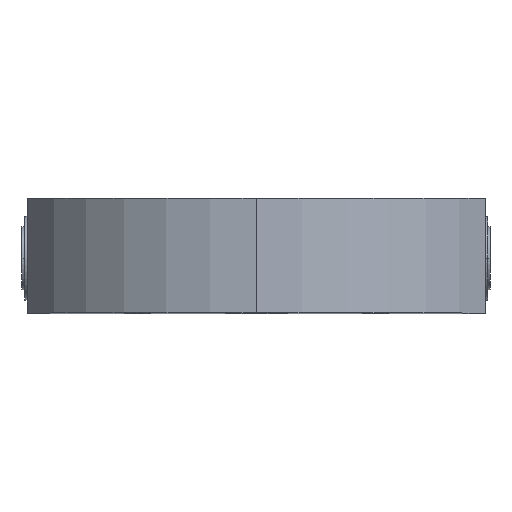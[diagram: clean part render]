
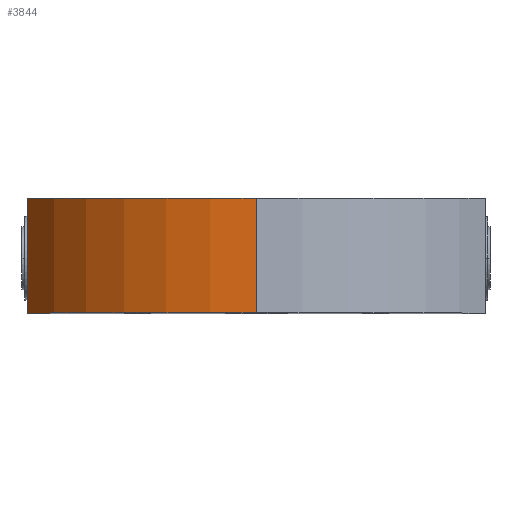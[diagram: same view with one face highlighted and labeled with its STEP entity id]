
A CAD part, top view. The second image highlights one B-rep face of the part: STEP entity #3844.
In plain terms, the highlighted cylindrical face has radius 58 mm (diameter 116 mm), a partial arc.
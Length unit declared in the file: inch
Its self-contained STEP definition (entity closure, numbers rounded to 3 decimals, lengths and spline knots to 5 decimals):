
#46 = AXIS2_PLACEMENT_3D ( 'NONE', #2252, #1212, #255 ) ;
#196 = CARTESIAN_POINT ( 'NONE',  ( 0., 0., 2.28346 ) ) ;
#255 = DIRECTION ( 'NONE',  ( 0., 0., 1. ) ) ;
#290 = ORIENTED_EDGE ( 'NONE', *, *, #1069, .T. ) ;
#669 = CARTESIAN_POINT ( 'NONE',  ( 0., 0.98425, 2.28346 ) ) ;
#762 = EDGE_CURVE ( 'NONE', #2737, #6465, #4553, .T. ) ;
#919 = EDGE_LOOP ( 'NONE', ( #290, #4430, #6435, #4018 ) ) ;
#1069 = EDGE_CURVE ( 'NONE', #6465, #3925, #6307, .T. ) ;
#1151 = CYLINDRICAL_SURFACE ( 'NONE', #5147, 2.28346 ) ;
#1212 = DIRECTION ( 'NONE',  ( 0., 1., 0. ) ) ;
#1332 = DIRECTION ( 'NONE',  ( 0., 0., 1. ) ) ;
#1522 = DIRECTION ( 'NONE',  ( 0., 0., 1. ) ) ;
#1579 = DIRECTION ( 'NONE',  ( 0., 1., 0. ) ) ;
#1616 = CIRCLE ( 'NONE', #46, 2.28346 ) ;
#1656 = VECTOR ( 'NONE', #4675, 39.37008 ) ;
#1718 = CARTESIAN_POINT ( 'NONE',  ( -1.9685, 0., 1.15724 ) ) ;
#1764 = EDGE_CURVE ( 'NONE', #3925, #6503, #3433, .T. ) ;
#2252 = CARTESIAN_POINT ( 'NONE',  ( 0., 0.98425, 0. ) ) ;
#2407 = CARTESIAN_POINT ( 'NONE',  ( -1.9685, 0.98425, 1.15724 ) ) ;
#2685 = FACE_OUTER_BOUND ( 'NONE', #919, .T. ) ;
#2737 = VERTEX_POINT ( 'NONE', #2407 ) ;
#3010 = AXIS2_PLACEMENT_3D ( 'NONE', #4851, #5324, #1332 ) ;
#3433 = LINE ( 'NONE', #196, #1656 ) ;
#3579 = EDGE_CURVE ( 'NONE', #2737, #6503, #1616, .T. ) ;
#3844 = ADVANCED_FACE ( 'NONE', ( #2685 ), #1151, .T. ) ;
#3925 = VERTEX_POINT ( 'NONE', #5000 ) ;
#4018 = ORIENTED_EDGE ( 'NONE', *, *, #762, .T. ) ;
#4094 = DIRECTION ( 'NONE',  ( 0., -1., 0. ) ) ;
#4430 = ORIENTED_EDGE ( 'NONE', *, *, #1764, .T. ) ;
#4540 = CARTESIAN_POINT ( 'NONE',  ( 0., 0., 0. ) ) ;
#4553 = LINE ( 'NONE', #6138, #5188 ) ;
#4675 = DIRECTION ( 'NONE',  ( 0., 1., 0. ) ) ;
#4851 = CARTESIAN_POINT ( 'NONE',  ( 0., 0., 0. ) ) ;
#5000 = CARTESIAN_POINT ( 'NONE',  ( 0., 0., 2.28346 ) ) ;
#5147 = AXIS2_PLACEMENT_3D ( 'NONE', #4540, #1579, #1522 ) ;
#5188 = VECTOR ( 'NONE', #4094, 39.37008 ) ;
#5324 = DIRECTION ( 'NONE',  ( 0., 1., 0. ) ) ;
#6138 = CARTESIAN_POINT ( 'NONE',  ( -1.9685, 0., 1.15724 ) ) ;
#6307 = CIRCLE ( 'NONE', #3010, 2.28346 ) ;
#6435 = ORIENTED_EDGE ( 'NONE', *, *, #3579, .F. ) ;
#6465 = VERTEX_POINT ( 'NONE', #1718 ) ;
#6503 = VERTEX_POINT ( 'NONE', #669 ) ;
